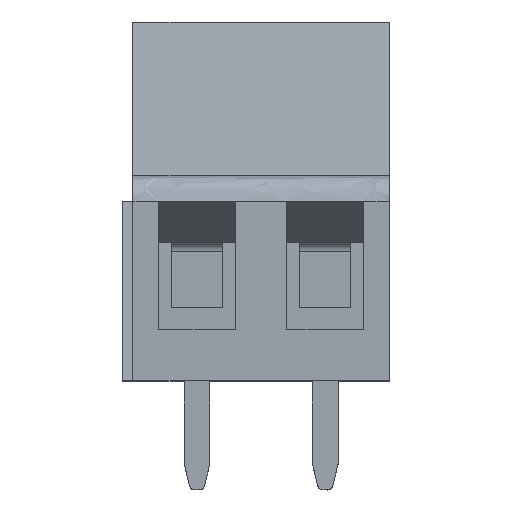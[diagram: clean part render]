
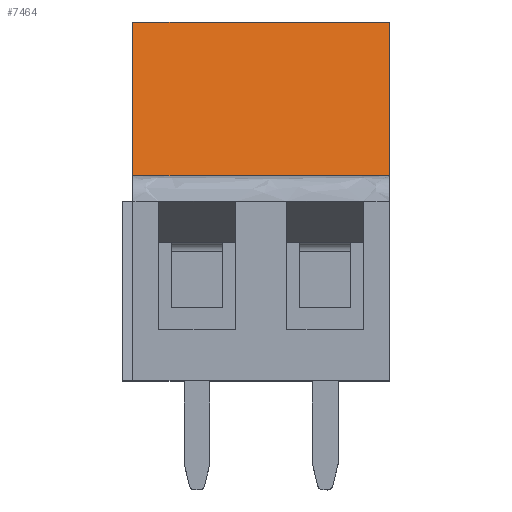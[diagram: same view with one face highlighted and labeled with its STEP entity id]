
A CAD part, top view. The second image highlights one B-rep face of the part: STEP entity #7464.
In plain terms, the highlighted free-form (B-spline) face has degree [1, 1] with [2, 2] control points.
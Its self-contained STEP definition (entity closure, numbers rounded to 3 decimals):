
#34 = CARTESIAN_POINT ( 'NONE',  ( -35.66, 27.696, 3.994 ) ) ;
#99 = ORIENTED_EDGE ( 'NONE', *, *, #2152, .F. ) ;
#201 = CARTESIAN_POINT ( 'NONE',  ( -35.66, 33.696, 2.994 ) ) ;
#789 = CARTESIAN_POINT ( 'NONE',  ( -25.66, 31.696, 3.328 ) ) ;
#825 = ORIENTED_EDGE ( 'NONE', *, *, #5061, .F. ) ;
#1544 = VERTEX_POINT ( 'NONE', #6260 ) ;
#1611 = CARTESIAN_POINT ( 'NONE',  ( -35.66, 27.696, 3.994 ) ) ;
#1657 = B_SPLINE_CURVE_WITH_KNOTS ( 'NONE', 3,
 ( #8780, #789, #1749, #11289 ),
 .UNSPECIFIED., .F., .F.,
 ( 4, 4 ),
 ( 0., 1. ),
 .UNSPECIFIED. ) ;
#1749 = CARTESIAN_POINT ( 'NONE',  ( -25.66, 29.696, 3.661 ) ) ;
#2150 = CARTESIAN_POINT ( 'NONE',  ( -35.66, 27.696, 3.994 ) ) ;
#2152 = EDGE_CURVE ( 'NONE', #6564, #6409, #3374, .T. ) ;
#2650 = CARTESIAN_POINT ( 'NONE',  ( -35.66, 29.696, 3.661 ) ) ;
#3369 = EDGE_CURVE ( 'NONE', #1544, #6409, #3372, .T. ) ;
#3372 = B_SPLINE_CURVE_WITH_KNOTS ( 'NONE', 1,
 ( #6786, #11355 ),
 .UNSPECIFIED., .F., .F.,
 ( 2, 2 ),
 ( 0., 1. ),
 .UNSPECIFIED. ) ;
#3374 = B_SPLINE_CURVE_WITH_KNOTS ( 'NONE', 3,
 ( #34, #2650, #9855, #201 ),
 .UNSPECIFIED., .F., .F.,
 ( 4, 4 ),
 ( 0., 1. ),
 .UNSPECIFIED. ) ;
#4196 = B_SPLINE_CURVE_WITH_KNOTS ( 'NONE', 1,
 ( #7023, #2150 ),
 .UNSPECIFIED., .F., .F.,
 ( 2, 2 ),
 ( -1., 0. ),
 .UNSPECIFIED. ) ;
#4243 = CARTESIAN_POINT ( 'NONE',  ( -25.66, 33.696, 2.994 ) ) ;
#4376 = CARTESIAN_POINT ( 'NONE',  ( -35.66, 33.696, 2.994 ) ) ;
#4503 = ORIENTED_EDGE ( 'NONE', *, *, #3369, .T. ) ;
#4958 = EDGE_LOOP ( 'NONE', ( #825, #8582, #4503, #99 ) ) ;
#5061 = EDGE_CURVE ( 'NONE', #6246, #6564, #4196, .T. ) ;
#6001 = FACE_OUTER_BOUND ( 'NONE', #4958, .T. ) ;
#6246 = VERTEX_POINT ( 'NONE', #6592 ) ;
#6260 = CARTESIAN_POINT ( 'NONE',  ( -25.66, 33.696, 2.994 ) ) ;
#6409 = VERTEX_POINT ( 'NONE', #4376 ) ;
#6564 = VERTEX_POINT ( 'NONE', #7505 ) ;
#6592 = CARTESIAN_POINT ( 'NONE',  ( -25.66, 27.696, 3.994 ) ) ;
#6747 = CARTESIAN_POINT ( 'NONE',  ( -35.66, 33.696, 2.994 ) ) ;
#6786 = CARTESIAN_POINT ( 'NONE',  ( -25.66, 33.696, 2.994 ) ) ;
#7023 = CARTESIAN_POINT ( 'NONE',  ( -25.66, 27.696, 3.994 ) ) ;
#7464 = ADVANCED_FACE ( 'NONE', ( #6001 ), #9109, .F. ) ;
#7505 = CARTESIAN_POINT ( 'NONE',  ( -35.66, 27.696, 3.994 ) ) ;
#8582 = ORIENTED_EDGE ( 'NONE', *, *, #9640, .F. ) ;
#8645 = CARTESIAN_POINT ( 'NONE',  ( -25.66, 27.696, 3.994 ) ) ;
#8780 = CARTESIAN_POINT ( 'NONE',  ( -25.66, 33.696, 2.994 ) ) ;
#9109 = B_SPLINE_SURFACE_WITH_KNOTS ( 'NONE', 1, 1, ( 
 ( #1611, #8645 ),
 ( #6747, #4243 ) ),
 .UNSPECIFIED., .F., .F., .F.,
 ( 2, 2 ),
 ( 2, 2 ),
 ( 0., 1. ),
 ( 0., 1. ),
 .UNSPECIFIED. ) ;
#9640 = EDGE_CURVE ( 'NONE', #1544, #6246, #1657, .T. ) ;
#9855 = CARTESIAN_POINT ( 'NONE',  ( -35.66, 31.696, 3.328 ) ) ;
#11289 = CARTESIAN_POINT ( 'NONE',  ( -25.66, 27.696, 3.994 ) ) ;
#11355 = CARTESIAN_POINT ( 'NONE',  ( -35.66, 33.696, 2.994 ) ) ;
